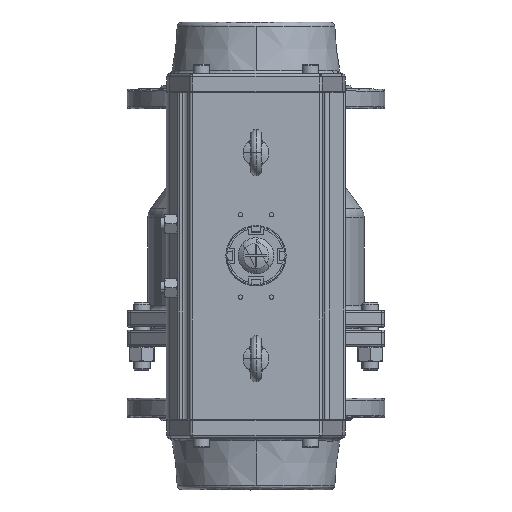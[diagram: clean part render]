
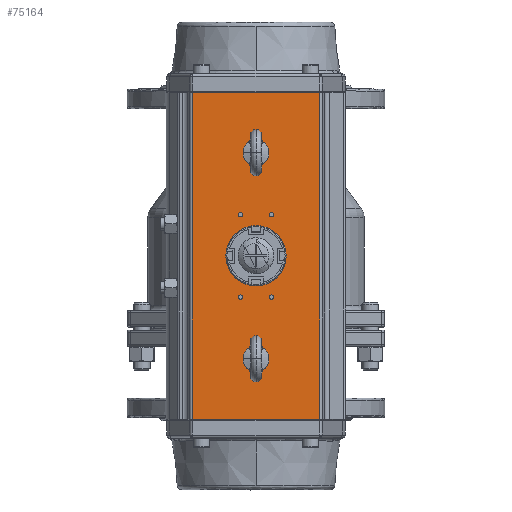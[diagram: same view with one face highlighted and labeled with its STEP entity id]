
A CAD part, top view. The second image highlights one B-rep face of the part: STEP entity #75164.
In plain terms, the highlighted planar face has unit normal (0, 0, 1).
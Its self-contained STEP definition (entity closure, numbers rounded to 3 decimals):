
#74985=CARTESIAN_POINT('',(-61.689,-159.,375.8));
#74986=DIRECTION('',(0.,-0.,-1.));
#74987=DIRECTION('',(0.,1.,-0.));
#74988=AXIS2_PLACEMENT_3D('',#74985,#74986,#74987);
#74989=PLANE('',#74988);
#74990=CARTESIAN_POINT('',(61.689,158.655,375.8));
#74991=VERTEX_POINT('',#74990);
#74992=CARTESIAN_POINT('',(61.689,-158.655,375.8));
#74993=VERTEX_POINT('',#74992);
#74994=CARTESIAN_POINT('',(61.689,158.655,375.8));
#74995=DIRECTION('',(-0.,-1.,0.));
#74996=VECTOR('',#74995,317.31);
#74997=LINE('',#74994,#74996);
#74998=EDGE_CURVE('',#74991,#74993,#74997,.T.);
#74999=ORIENTED_EDGE('',*,*,#74998,.F.);
#75000=CARTESIAN_POINT('',(-61.689,158.655,375.8));
#75001=VERTEX_POINT('',#75000);
#75002=CARTESIAN_POINT('',(61.689,158.655,375.8));
#75003=DIRECTION('',(-1.,0.,-0.));
#75004=VECTOR('',#75003,123.377);
#75005=LINE('',#75002,#75004);
#75006=EDGE_CURVE('',#74991,#75001,#75005,.T.);
#75007=ORIENTED_EDGE('',*,*,#75006,.T.);
#75008=CARTESIAN_POINT('',(-61.689,-158.655,375.8));
#75009=VERTEX_POINT('',#75008);
#75010=CARTESIAN_POINT('',(-61.689,-158.655,375.8));
#75011=DIRECTION('',(0.,1.,-0.));
#75012=VECTOR('',#75011,317.31);
#75013=LINE('',#75010,#75012);
#75014=EDGE_CURVE('',#75009,#75001,#75013,.T.);
#75015=ORIENTED_EDGE('',*,*,#75014,.F.);
#75016=CARTESIAN_POINT('',(-61.689,-158.655,375.8));
#75017=DIRECTION('',(1.,-0.,0.));
#75018=VECTOR('',#75017,123.377);
#75019=LINE('',#75016,#75018);
#75020=EDGE_CURVE('',#75009,#74993,#75019,.T.);
#75021=ORIENTED_EDGE('',*,*,#75020,.T.);
#75022=EDGE_LOOP('',(#74999,#75007,#75015,#75021));
#75023=FACE_BOUND('',#75022,.T.);
#75024=CARTESIAN_POINT('',(-15.,-42.1,375.8));
#75025=VERTEX_POINT('',#75024);
#75026=CARTESIAN_POINT('',(-15.,-37.9,375.8));
#75027=VERTEX_POINT('',#75026);
#75028=CARTESIAN_POINT('',(-15.,-40.,375.8));
#75029=DIRECTION('',(-0.,0.,1.));
#75030=DIRECTION('',(-0.,-1.,0.));
#75031=AXIS2_PLACEMENT_3D('',#75028,#75029,#75030);
#75032=CIRCLE('',#75031,2.1);
#75033=EDGE_CURVE('NONE',#75025,#75027,#75032,.T.);
#75034=ORIENTED_EDGE('',*,*,#75033,.F.);
#75035=CARTESIAN_POINT('',(-15.,-40.,375.8));
#75036=DIRECTION('',(-0.,0.,1.));
#75037=DIRECTION('',(-0.,-1.,0.));
#75038=AXIS2_PLACEMENT_3D('',#75035,#75036,#75037);
#75039=CIRCLE('',#75038,2.1);
#75040=EDGE_CURVE('NONE',#75027,#75025,#75039,.T.);
#75041=ORIENTED_EDGE('',*,*,#75040,.F.);
#75042=EDGE_LOOP('',(#75034,#75041));
#75043=FACE_BOUND('',#75042,.T.);
#75044=CARTESIAN_POINT('',(15.,-42.1,375.8));
#75045=VERTEX_POINT('',#75044);
#75046=CARTESIAN_POINT('',(15.,-37.9,375.8));
#75047=VERTEX_POINT('',#75046);
#75048=CARTESIAN_POINT('',(15.,-40.,375.8));
#75049=DIRECTION('',(-0.,0.,1.));
#75050=DIRECTION('',(-0.,-1.,0.));
#75051=AXIS2_PLACEMENT_3D('',#75048,#75049,#75050);
#75052=CIRCLE('',#75051,2.1);
#75053=EDGE_CURVE('NONE',#75045,#75047,#75052,.T.);
#75054=ORIENTED_EDGE('',*,*,#75053,.F.);
#75055=CARTESIAN_POINT('',(15.,-40.,375.8));
#75056=DIRECTION('',(-0.,0.,1.));
#75057=DIRECTION('',(-0.,-1.,0.));
#75058=AXIS2_PLACEMENT_3D('',#75055,#75056,#75057);
#75059=CIRCLE('',#75058,2.1);
#75060=EDGE_CURVE('NONE',#75047,#75045,#75059,.T.);
#75061=ORIENTED_EDGE('',*,*,#75060,.F.);
#75062=EDGE_LOOP('',(#75054,#75061));
#75063=FACE_BOUND('',#75062,.T.);
#75064=CARTESIAN_POINT('',(15.,37.9,375.8));
#75065=VERTEX_POINT('',#75064);
#75066=CARTESIAN_POINT('',(15.,42.1,375.8));
#75067=VERTEX_POINT('',#75066);
#75068=CARTESIAN_POINT('',(15.,40.,375.8));
#75069=DIRECTION('',(-0.,0.,1.));
#75070=DIRECTION('',(-0.,-1.,0.));
#75071=AXIS2_PLACEMENT_3D('',#75068,#75069,#75070);
#75072=CIRCLE('',#75071,2.1);
#75073=EDGE_CURVE('NONE',#75065,#75067,#75072,.T.);
#75074=ORIENTED_EDGE('',*,*,#75073,.F.);
#75075=CARTESIAN_POINT('',(15.,40.,375.8));
#75076=DIRECTION('',(-0.,0.,1.));
#75077=DIRECTION('',(-0.,-1.,0.));
#75078=AXIS2_PLACEMENT_3D('',#75075,#75076,#75077);
#75079=CIRCLE('',#75078,2.1);
#75080=EDGE_CURVE('NONE',#75067,#75065,#75079,.T.);
#75081=ORIENTED_EDGE('',*,*,#75080,.F.);
#75082=EDGE_LOOP('',(#75074,#75081));
#75083=FACE_BOUND('',#75082,.T.);
#75084=CARTESIAN_POINT('',(-15.,37.9,375.8));
#75085=VERTEX_POINT('',#75084);
#75086=CARTESIAN_POINT('',(-15.,42.1,375.8));
#75087=VERTEX_POINT('',#75086);
#75088=CARTESIAN_POINT('',(-15.,40.,375.8));
#75089=DIRECTION('',(-0.,0.,1.));
#75090=DIRECTION('',(-0.,-1.,0.));
#75091=AXIS2_PLACEMENT_3D('',#75088,#75089,#75090);
#75092=CIRCLE('',#75091,2.1);
#75093=EDGE_CURVE('NONE',#75085,#75087,#75092,.T.);
#75094=ORIENTED_EDGE('',*,*,#75093,.F.);
#75095=CARTESIAN_POINT('',(-15.,40.,375.8));
#75096=DIRECTION('',(-0.,0.,1.));
#75097=DIRECTION('',(-0.,-1.,0.));
#75098=AXIS2_PLACEMENT_3D('',#75095,#75096,#75097);
#75099=CIRCLE('',#75098,2.1);
#75100=EDGE_CURVE('NONE',#75087,#75085,#75099,.T.);
#75101=ORIENTED_EDGE('',*,*,#75100,.F.);
#75102=EDGE_LOOP('',(#75094,#75101));
#75103=FACE_BOUND('',#75102,.T.);
#75104=CARTESIAN_POINT('',(0.,95.75,375.8));
#75105=VERTEX_POINT('',#75104);
#75106=CARTESIAN_POINT('',(0.,104.25,375.8));
#75107=VERTEX_POINT('',#75106);
#75108=CARTESIAN_POINT('',(0.,100.,375.8));
#75109=DIRECTION('',(-0.,0.,1.));
#75110=DIRECTION('',(-0.,-1.,0.));
#75111=AXIS2_PLACEMENT_3D('',#75108,#75109,#75110);
#75112=CIRCLE('',#75111,4.25);
#75113=EDGE_CURVE('NONE',#75105,#75107,#75112,.T.);
#75114=ORIENTED_EDGE('',*,*,#75113,.F.);
#75115=CARTESIAN_POINT('',(0.,100.,375.8));
#75116=DIRECTION('',(-0.,0.,1.));
#75117=DIRECTION('',(-0.,-1.,0.));
#75118=AXIS2_PLACEMENT_3D('',#75115,#75116,#75117);
#75119=CIRCLE('',#75118,4.25);
#75120=EDGE_CURVE('NONE',#75107,#75105,#75119,.T.);
#75121=ORIENTED_EDGE('',*,*,#75120,.F.);
#75122=EDGE_LOOP('',(#75114,#75121));
#75123=FACE_BOUND('',#75122,.T.);
#75124=CARTESIAN_POINT('',(0.,-104.25,375.8));
#75125=VERTEX_POINT('',#75124);
#75126=CARTESIAN_POINT('',(0.,-95.75,375.8));
#75127=VERTEX_POINT('',#75126);
#75128=CARTESIAN_POINT('',(0.,-100.,375.8));
#75129=DIRECTION('',(-0.,0.,1.));
#75130=DIRECTION('',(-0.,-1.,0.));
#75131=AXIS2_PLACEMENT_3D('',#75128,#75129,#75130);
#75132=CIRCLE('',#75131,4.25);
#75133=EDGE_CURVE('NONE',#75125,#75127,#75132,.T.);
#75134=ORIENTED_EDGE('',*,*,#75133,.F.);
#75135=CARTESIAN_POINT('',(0.,-100.,375.8));
#75136=DIRECTION('',(-0.,0.,1.));
#75137=DIRECTION('',(-0.,-1.,0.));
#75138=AXIS2_PLACEMENT_3D('',#75135,#75136,#75137);
#75139=CIRCLE('',#75138,4.25);
#75140=EDGE_CURVE('NONE',#75127,#75125,#75139,.T.);
#75141=ORIENTED_EDGE('',*,*,#75140,.F.);
#75142=EDGE_LOOP('',(#75134,#75141));
#75143=FACE_BOUND('',#75142,.T.);
#75144=CARTESIAN_POINT('',(0.,-20.,375.8));
#75145=VERTEX_POINT('',#75144);
#75146=CARTESIAN_POINT('',(0.,20.,375.8));
#75147=VERTEX_POINT('',#75146);
#75148=CARTESIAN_POINT('',(0.,0.,375.8));
#75149=DIRECTION('',(0.,-0.,-1.));
#75150=DIRECTION('',(-0.,-1.,0.));
#75151=AXIS2_PLACEMENT_3D('',#75148,#75149,#75150);
#75152=CIRCLE('',#75151,20.);
#75153=EDGE_CURVE('',#75145,#75147,#75152,.T.);
#75154=ORIENTED_EDGE('',*,*,#75153,.T.);
#75155=CARTESIAN_POINT('',(0.,0.,375.8));
#75156=DIRECTION('',(0.,-0.,-1.));
#75157=DIRECTION('',(-0.,-1.,0.));
#75158=AXIS2_PLACEMENT_3D('',#75155,#75156,#75157);
#75159=CIRCLE('',#75158,20.);
#75160=EDGE_CURVE('',#75147,#75145,#75159,.T.);
#75161=ORIENTED_EDGE('',*,*,#75160,.T.);
#75162=EDGE_LOOP('',(#75154,#75161));
#75163=FACE_BOUND('',#75162,.T.);
#75164=ADVANCED_FACE('',(#75023,#75043,#75063,#75083,#75103,#75123,#75143,#75163),#74989,.F.);
